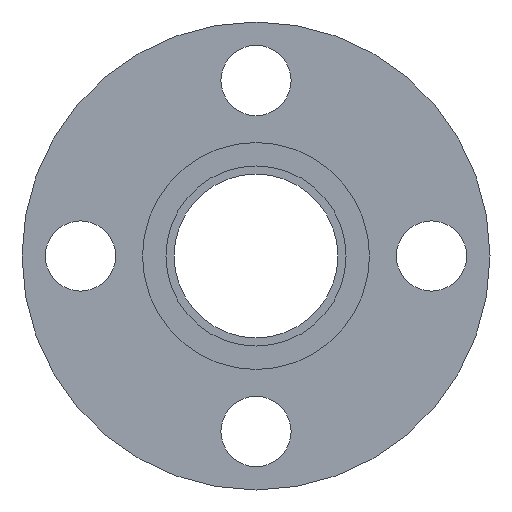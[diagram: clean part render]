
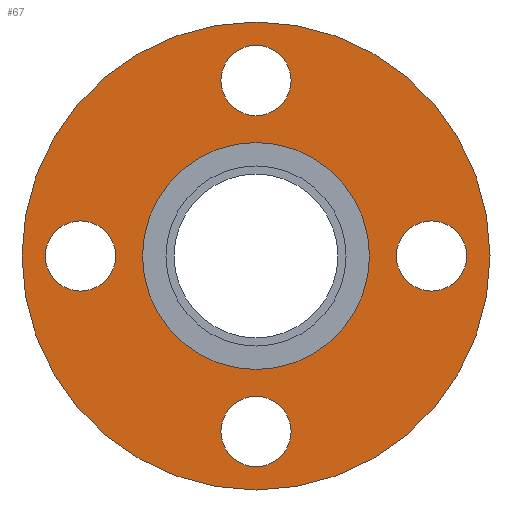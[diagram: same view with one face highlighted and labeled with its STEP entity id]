
A CAD part, left-side view. The second image highlights one B-rep face of the part: STEP entity #67.
In plain terms, the highlighted planar face has unit normal (-1, 0, 0).
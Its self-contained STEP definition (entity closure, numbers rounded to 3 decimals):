
#67=ADVANCED_FACE('',(#122,#123,#124,#125,#126,#127),#128,.T.);
#122=FACE_BOUND('',#197,.T.);
#123=FACE_BOUND('',#198,.T.);
#124=FACE_BOUND('',#199,.T.);
#125=FACE_BOUND('',#200,.T.);
#126=FACE_OUTER_BOUND('',#201,.T.);
#127=FACE_BOUND('',#202,.T.);
#128=PLANE('',#203);
#197=EDGE_LOOP('',(#375,#376));
#198=EDGE_LOOP('',(#377,#378));
#199=EDGE_LOOP('',(#379,#380));
#200=EDGE_LOOP('',(#381,#382));
#201=EDGE_LOOP('',(#383,#384));
#202=EDGE_LOOP('',(#385,#386));
#203=AXIS2_PLACEMENT_3D('',#387,#388,#389);
#375=ORIENTED_EDGE('',*,*,#509,.T.);
#376=ORIENTED_EDGE('',*,*,#508,.T.);
#377=ORIENTED_EDGE('',*,*,#511,.T.);
#378=ORIENTED_EDGE('',*,*,#504,.T.);
#379=ORIENTED_EDGE('',*,*,#513,.T.);
#380=ORIENTED_EDGE('',*,*,#500,.T.);
#381=ORIENTED_EDGE('',*,*,#515,.T.);
#382=ORIENTED_EDGE('',*,*,#496,.T.);
#383=ORIENTED_EDGE('',*,*,#482,.F.);
#384=ORIENTED_EDGE('',*,*,#522,.F.);
#385=ORIENTED_EDGE('',*,*,#521,.T.);
#386=ORIENTED_EDGE('',*,*,#486,.T.);
#387=CARTESIAN_POINT('',(0.,14.85,0.0));
#388=DIRECTION('',(-1.0,0.,0.0));
#389=DIRECTION('',(0.,-1.0,0.0));
#482=EDGE_CURVE('',#567,#570,#571,.T.);
#486=EDGE_CURVE('',#578,#575,#579,.T.);
#496=EDGE_CURVE('',#592,#596,#598,.T.);
#500=EDGE_CURVE('',#600,#604,#606,.T.);
#504=EDGE_CURVE('',#608,#612,#614,.T.);
#508=EDGE_CURVE('',#616,#620,#622,.T.);
#509=EDGE_CURVE('',#620,#616,#623,.T.);
#511=EDGE_CURVE('',#612,#608,#625,.T.);
#513=EDGE_CURVE('',#604,#600,#627,.T.);
#515=EDGE_CURVE('',#596,#592,#629,.T.);
#521=EDGE_CURVE('',#575,#578,#635,.T.);
#522=EDGE_CURVE('',#570,#567,#636,.T.);
#567=VERTEX_POINT('',#693);
#570=VERTEX_POINT('',#697);
#571=CIRCLE('',#698,20.0);
#575=VERTEX_POINT('',#703);
#578=VERTEX_POINT('',#707);
#579=CIRCLE('',#708,9.7);
#592=VERTEX_POINT('',#724);
#596=VERTEX_POINT('',#729);
#598=CIRCLE('',#732,3.0);
#600=VERTEX_POINT('',#734);
#604=VERTEX_POINT('',#739);
#606=CIRCLE('',#742,3.0);
#608=VERTEX_POINT('',#744);
#612=VERTEX_POINT('',#749);
#614=CIRCLE('',#752,3.0);
#616=VERTEX_POINT('',#754);
#620=VERTEX_POINT('',#759);
#622=CIRCLE('',#762,3.0);
#623=CIRCLE('',#763,3.0);
#625=CIRCLE('',#765,3.0);
#627=CIRCLE('',#767,3.0);
#629=CIRCLE('',#769,3.0);
#635=CIRCLE('',#775,9.7);
#636=CIRCLE('',#776,20.0);
#693=CARTESIAN_POINT('',(0.0,20.0,0.0));
#697=CARTESIAN_POINT('',(0.0,-20.0,0.));
#698=AXIS2_PLACEMENT_3D('',#822,#823,#824);
#703=CARTESIAN_POINT('',(0.,9.7,0.0));
#707=CARTESIAN_POINT('',(0.,-9.7,0.));
#708=AXIS2_PLACEMENT_3D('',#830,#831,#832);
#724=CARTESIAN_POINT('',(0.0,15.0,-3.0));
#729=CARTESIAN_POINT('',(0.,15.0,3.0));
#732=AXIS2_PLACEMENT_3D('',#850,#851,#852);
#734=CARTESIAN_POINT('',(0.,3.0,15.0));
#739=CARTESIAN_POINT('',(0.,-3.0,15.0));
#742=AXIS2_PLACEMENT_3D('',#858,#859,#860);
#744=CARTESIAN_POINT('',(0.0,-15.0,3.0));
#749=CARTESIAN_POINT('',(0.,-15.0,-3.0));
#752=AXIS2_PLACEMENT_3D('',#866,#867,#868);
#754=CARTESIAN_POINT('',(0.,-3.0,-15.0));
#759=CARTESIAN_POINT('',(0.,3.0,-15.0));
#762=AXIS2_PLACEMENT_3D('',#874,#875,#876);
#763=AXIS2_PLACEMENT_3D('',#877,#878,#879);
#765=AXIS2_PLACEMENT_3D('',#883,#884,#885);
#767=AXIS2_PLACEMENT_3D('',#889,#890,#891);
#769=AXIS2_PLACEMENT_3D('',#895,#896,#897);
#775=AXIS2_PLACEMENT_3D('',#913,#914,#915);
#776=AXIS2_PLACEMENT_3D('',#916,#917,#918);
#822=CARTESIAN_POINT('',(0.0,0.0,0.0));
#823=DIRECTION('',(1.0,0.0,0.0));
#824=DIRECTION('',(0.0,1.0,0.0));
#830=CARTESIAN_POINT('',(0.,0.0,0.0));
#831=DIRECTION('',(1.0,0.0,0.0));
#832=DIRECTION('',(0.0,1.0,0.0));
#850=CARTESIAN_POINT('',(0.0,15.0,0.0));
#851=DIRECTION('',(1.0,0.,0.0));
#852=DIRECTION('',(0.0,0.0,-1.0));
#858=CARTESIAN_POINT('',(0.0,0.,15.0));
#859=DIRECTION('',(1.0,0.,0.));
#860=DIRECTION('',(0.,1.0,0.));
#866=CARTESIAN_POINT('',(0.0,-15.0,0.));
#867=DIRECTION('',(1.0,0.,0.));
#868=DIRECTION('',(0.,0.,1.0));
#874=CARTESIAN_POINT('',(0.0,0.,-15.0));
#875=DIRECTION('',(1.0,0.,0.0));
#876=DIRECTION('',(0.,-1.0,0.));
#877=CARTESIAN_POINT('',(0.0,0.,-15.0));
#878=DIRECTION('',(1.0,0.,0.0));
#879=DIRECTION('',(0.,-1.0,0.));
#883=CARTESIAN_POINT('',(0.0,-15.0,0.));
#884=DIRECTION('',(1.0,0.,0.));
#885=DIRECTION('',(0.,0.,1.0));
#889=CARTESIAN_POINT('',(0.0,0.,15.0));
#890=DIRECTION('',(1.0,0.,0.));
#891=DIRECTION('',(0.,1.0,0.));
#895=CARTESIAN_POINT('',(0.0,15.0,0.0));
#896=DIRECTION('',(1.0,0.,0.0));
#897=DIRECTION('',(0.0,0.0,-1.0));
#913=CARTESIAN_POINT('',(0.,0.0,0.0));
#914=DIRECTION('',(1.0,0.0,0.0));
#915=DIRECTION('',(0.0,1.0,0.0));
#916=CARTESIAN_POINT('',(0.0,0.0,0.0));
#917=DIRECTION('',(1.0,0.0,0.0));
#918=DIRECTION('',(0.0,1.0,0.0));
